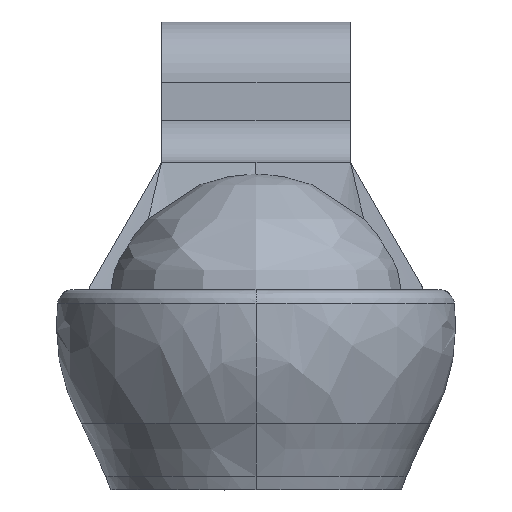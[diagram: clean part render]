
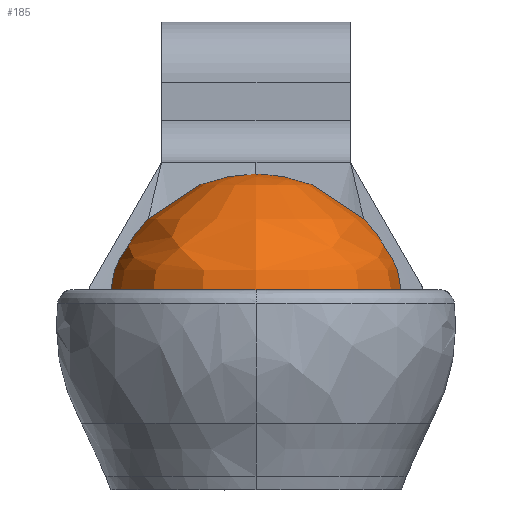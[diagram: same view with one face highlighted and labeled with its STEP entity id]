
A CAD part, left-side view. The second image highlights one B-rep face of the part: STEP entity #185.
In plain terms, the highlighted free-form (B-spline) face has degree [2, 2] with [9, 5] control points.
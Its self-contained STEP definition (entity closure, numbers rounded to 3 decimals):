
#185=ADVANCED_FACE('',(#325),#2357,.T.);
#325=FACE_OUTER_BOUND('',#468,.T.);
#468=EDGE_LOOP('',(#1221,#1222));
#1221=ORIENTED_EDGE('',*,*,#1599,.T.);
#1222=ORIENTED_EDGE('',*,*,#1599,.F.);
#1599=EDGE_CURVE('',#2216,#2217,#1977,.T.);
#1977=(
BOUNDED_CURVE()
B_SPLINE_CURVE(2,(#9694,#9695,#9696,#9697,#9698),.UNSPECIFIED.,.F.,.F.)
B_SPLINE_CURVE_WITH_KNOTS((3,2,3),(-7.854,0.,7.854),
 .UNSPECIFIED.)
CURVE()
GEOMETRIC_REPRESENTATION_ITEM()
RATIONAL_B_SPLINE_CURVE((1.,0.707,1.,0.707,1.))
REPRESENTATION_ITEM('')
);
#2216=VERTEX_POINT('',#9692);
#2217=VERTEX_POINT('',#9693);
#2357=(
BOUNDED_SURFACE()
B_SPLINE_SURFACE(2,2,((#9647,#9648,#9649,#9650,#9651),(#9652,#9653,#9654,
#9655,#9656),(#9657,#9658,#9659,#9660,#9661),(#9662,#9663,#9664,#9665,#9666),
(#9667,#9668,#9669,#9670,#9671),(#9672,#9673,#9674,#9675,#9676),(#9677,
#9678,#9679,#9680,#9681),(#9682,#9683,#9684,#9685,#9686),(#9687,#9688,#9689,
#9690,#9691)),.UNSPECIFIED.,.T.,.F.,.F.)
B_SPLINE_SURFACE_WITH_KNOTS((3,2,2,2,3),(3,2,3),(0.,7.854,15.708,
23.562,31.416),(-7.854,0.,7.854),
 .UNSPECIFIED.)
GEOMETRIC_REPRESENTATION_ITEM()
RATIONAL_B_SPLINE_SURFACE(((1.,0.707,1.,0.707,1.),
(0.707,0.5,0.707,0.5,0.707),(1.,0.707,
1.,0.707,1.),(0.707,0.5,0.707,0.5,0.707),
(1.,0.707,1.,0.707,1.),(0.707,0.5,0.707,
0.5,0.707),(1.,0.707,1.,0.707,1.),(0.707,
0.5,0.707,0.5,0.707),(1.,0.707,1.,0.707,
1.)))
REPRESENTATION_ITEM('')
SURFACE()
);
#9647=CARTESIAN_POINT('',(-37.,0.,-5.));
#9648=CARTESIAN_POINT('',(-32.,0.,-5.));
#9649=CARTESIAN_POINT('',(-32.,0.,0.));
#9650=CARTESIAN_POINT('',(-32.,0.,5.));
#9651=CARTESIAN_POINT('',(-37.,0.,5.));
#9652=CARTESIAN_POINT('',(-37.,0.,-5.));
#9653=CARTESIAN_POINT('',(-32.,5.,-5.));
#9654=CARTESIAN_POINT('',(-32.,5.,0.));
#9655=CARTESIAN_POINT('',(-32.,5.,5.));
#9656=CARTESIAN_POINT('',(-37.,0.,5.));
#9657=CARTESIAN_POINT('',(-37.,0.,-5.));
#9658=CARTESIAN_POINT('',(-37.,5.,-5.));
#9659=CARTESIAN_POINT('',(-37.,5.,0.));
#9660=CARTESIAN_POINT('',(-37.,5.,5.));
#9661=CARTESIAN_POINT('',(-37.,0.,5.));
#9662=CARTESIAN_POINT('',(-37.,0.,-5.));
#9663=CARTESIAN_POINT('',(-42.,5.,-5.));
#9664=CARTESIAN_POINT('',(-42.,5.,0.));
#9665=CARTESIAN_POINT('',(-42.,5.,5.));
#9666=CARTESIAN_POINT('',(-37.,0.,5.));
#9667=CARTESIAN_POINT('',(-37.,0.,-5.));
#9668=CARTESIAN_POINT('',(-42.,0.,-5.));
#9669=CARTESIAN_POINT('',(-42.,0.,0.));
#9670=CARTESIAN_POINT('',(-42.,0.,5.));
#9671=CARTESIAN_POINT('',(-37.,0.,5.));
#9672=CARTESIAN_POINT('',(-37.,0.,-5.));
#9673=CARTESIAN_POINT('',(-42.,-5.,-5.));
#9674=CARTESIAN_POINT('',(-42.,-5.,0.));
#9675=CARTESIAN_POINT('',(-42.,-5.,5.));
#9676=CARTESIAN_POINT('',(-37.,0.,5.));
#9677=CARTESIAN_POINT('',(-37.,0.,-5.));
#9678=CARTESIAN_POINT('',(-37.,-5.,-5.));
#9679=CARTESIAN_POINT('',(-37.,-5.,0.));
#9680=CARTESIAN_POINT('',(-37.,-5.,5.));
#9681=CARTESIAN_POINT('',(-37.,0.,5.));
#9682=CARTESIAN_POINT('',(-37.,0.,-5.));
#9683=CARTESIAN_POINT('',(-32.,-5.,-5.));
#9684=CARTESIAN_POINT('',(-32.,-5.,0.));
#9685=CARTESIAN_POINT('',(-32.,-5.,5.));
#9686=CARTESIAN_POINT('',(-37.,0.,5.));
#9687=CARTESIAN_POINT('',(-37.,0.,-5.));
#9688=CARTESIAN_POINT('',(-32.,0.,-5.));
#9689=CARTESIAN_POINT('',(-32.,0.,0.));
#9690=CARTESIAN_POINT('',(-32.,0.,5.));
#9691=CARTESIAN_POINT('',(-37.,0.,5.));
#9692=CARTESIAN_POINT('',(-37.,0.,-5.));
#9693=CARTESIAN_POINT('',(-37.,0.,5.));
#9694=CARTESIAN_POINT('',(-37.,0.,-5.));
#9695=CARTESIAN_POINT('',(-32.,0.,-5.));
#9696=CARTESIAN_POINT('',(-32.,0.,0.));
#9697=CARTESIAN_POINT('',(-32.,0.,5.));
#9698=CARTESIAN_POINT('',(-37.,0.,5.));
